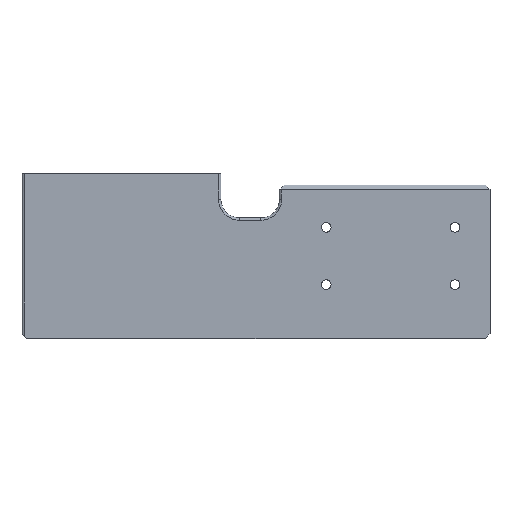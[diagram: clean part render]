
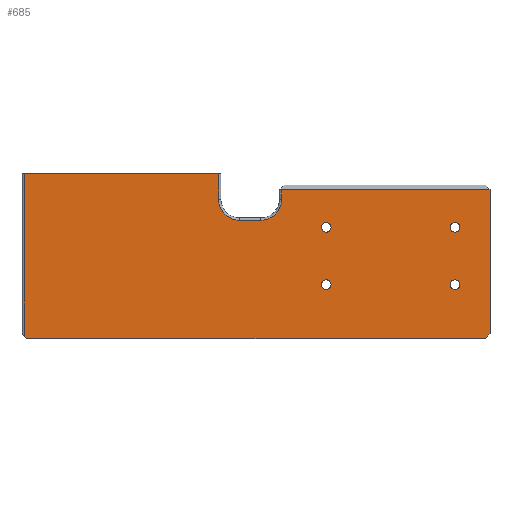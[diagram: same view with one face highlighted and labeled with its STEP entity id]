
A CAD part, top view. The second image highlights one B-rep face of the part: STEP entity #685.
In plain terms, the highlighted planar face has unit normal (0, 0, 1).
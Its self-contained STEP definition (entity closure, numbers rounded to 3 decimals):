
#115=FACE_BOUND('',#206,.T.);
#116=FACE_BOUND('',#207,.T.);
#117=FACE_BOUND('',#208,.T.);
#118=FACE_BOUND('',#209,.T.);
#124=CIRCLE('',#748,9.);
#125=CIRCLE('',#749,9.);
#126=CIRCLE('',#750,2.067);
#127=CIRCLE('',#751,2.067);
#128=CIRCLE('',#752,2.067);
#129=CIRCLE('',#753,2.067);
#171=FACE_OUTER_BOUND('',#205,.T.);
#205=EDGE_LOOP('',(#520,#521,#522,#523,#524,#525,#526,#527,#528,#529,#530,
#531));
#206=EDGE_LOOP('',(#532));
#207=EDGE_LOOP('',(#533));
#208=EDGE_LOOP('',(#534));
#209=EDGE_LOOP('',(#535));
#259=LINE('',#1079,#311);
#261=LINE('',#1084,#313);
#262=LINE('',#1088,#314);
#263=LINE('',#1092,#315);
#264=LINE('',#1094,#316);
#265=LINE('',#1096,#317);
#266=LINE('',#1098,#318);
#267=LINE('',#1100,#319);
#268=LINE('',#1102,#320);
#269=LINE('',#1103,#321);
#311=VECTOR('',#854,10.);
#313=VECTOR('',#860,10.);
#314=VECTOR('',#863,10.);
#315=VECTOR('',#866,10.);
#316=VECTOR('',#867,10.);
#317=VECTOR('',#868,10.);
#318=VECTOR('',#869,10.);
#319=VECTOR('',#870,10.);
#320=VECTOR('',#871,10.);
#321=VECTOR('',#872,10.);
#363=VERTEX_POINT('',#1075);
#364=VERTEX_POINT('',#1077);
#365=VERTEX_POINT('',#1083);
#366=VERTEX_POINT('',#1085);
#367=VERTEX_POINT('',#1087);
#368=VERTEX_POINT('',#1089);
#369=VERTEX_POINT('',#1091);
#370=VERTEX_POINT('',#1093);
#371=VERTEX_POINT('',#1095);
#372=VERTEX_POINT('',#1097);
#373=VERTEX_POINT('',#1099);
#374=VERTEX_POINT('',#1101);
#375=VERTEX_POINT('',#1104);
#376=VERTEX_POINT('',#1106);
#377=VERTEX_POINT('',#1108);
#378=VERTEX_POINT('',#1110);
#422=EDGE_CURVE('',#364,#363,#259,.T.);
#424=EDGE_CURVE('',#365,#364,#261,.T.);
#425=EDGE_CURVE('',#366,#365,#124,.T.);
#426=EDGE_CURVE('',#367,#366,#262,.T.);
#427=EDGE_CURVE('',#368,#367,#125,.T.);
#428=EDGE_CURVE('',#369,#368,#263,.T.);
#429=EDGE_CURVE('',#369,#370,#264,.T.);
#430=EDGE_CURVE('',#371,#370,#265,.T.);
#431=EDGE_CURVE('',#372,#371,#266,.T.);
#432=EDGE_CURVE('',#372,#373,#267,.T.);
#433=EDGE_CURVE('',#374,#373,#268,.T.);
#434=EDGE_CURVE('',#374,#363,#269,.T.);
#435=EDGE_CURVE('',#375,#375,#126,.T.);
#436=EDGE_CURVE('',#376,#376,#127,.T.);
#437=EDGE_CURVE('',#377,#377,#128,.T.);
#438=EDGE_CURVE('',#378,#378,#129,.T.);
#520=ORIENTED_EDGE('',*,*,#422,.F.);
#521=ORIENTED_EDGE('',*,*,#424,.F.);
#522=ORIENTED_EDGE('',*,*,#425,.F.);
#523=ORIENTED_EDGE('',*,*,#426,.F.);
#524=ORIENTED_EDGE('',*,*,#427,.F.);
#525=ORIENTED_EDGE('',*,*,#428,.F.);
#526=ORIENTED_EDGE('',*,*,#429,.T.);
#527=ORIENTED_EDGE('',*,*,#430,.F.);
#528=ORIENTED_EDGE('',*,*,#431,.F.);
#529=ORIENTED_EDGE('',*,*,#432,.T.);
#530=ORIENTED_EDGE('',*,*,#433,.F.);
#531=ORIENTED_EDGE('',*,*,#434,.T.);
#532=ORIENTED_EDGE('',*,*,#435,.T.);
#533=ORIENTED_EDGE('',*,*,#436,.T.);
#534=ORIENTED_EDGE('',*,*,#437,.T.);
#535=ORIENTED_EDGE('',*,*,#438,.T.);
#668=PLANE('',#747);
#685=ADVANCED_FACE('',(#171,#115,#116,#117,#118),#668,.T.);
#747=AXIS2_PLACEMENT_3D('',#1082,#858,#859);
#748=AXIS2_PLACEMENT_3D('',#1086,#861,#862);
#749=AXIS2_PLACEMENT_3D('',#1090,#864,#865);
#750=AXIS2_PLACEMENT_3D('',#1105,#873,#874);
#751=AXIS2_PLACEMENT_3D('',#1107,#875,#876);
#752=AXIS2_PLACEMENT_3D('',#1109,#877,#878);
#753=AXIS2_PLACEMENT_3D('',#1111,#879,#880);
#854=DIRECTION('',(1.,0.,0.));
#858=DIRECTION('center_axis',(0.,0.,1.));
#859=DIRECTION('ref_axis',(1.,0.,0.));
#860=DIRECTION('',(0.,1.,0.));
#861=DIRECTION('center_axis',(0.,0.,1.));
#862=DIRECTION('ref_axis',(0.707,-0.707,0.));
#863=DIRECTION('',(1.,0.,0.));
#864=DIRECTION('center_axis',(0.,0.,1.));
#865=DIRECTION('ref_axis',(-0.707,-0.707,0.));
#866=DIRECTION('',(0.,-1.,0.));
#867=DIRECTION('',(-1.,0.,0.));
#868=DIRECTION('',(0.,1.,0.));
#869=DIRECTION('',(-0.707,0.707,0.));
#870=DIRECTION('',(1.,0.,0.));
#871=DIRECTION('',(-0.707,-0.707,0.));
#872=DIRECTION('',(0.,1.,0.));
#873=DIRECTION('center_axis',(0.,0.,-1.));
#874=DIRECTION('ref_axis',(1.,0.,0.));
#875=DIRECTION('center_axis',(0.,0.,-1.));
#876=DIRECTION('ref_axis',(1.,0.,0.));
#877=DIRECTION('center_axis',(0.,0.,-1.));
#878=DIRECTION('ref_axis',(1.,0.,0.));
#879=DIRECTION('center_axis',(0.,0.,-1.));
#880=DIRECTION('ref_axis',(1.,0.,0.));
#1075=CARTESIAN_POINT('',(100.,30.75,4.));
#1077=CARTESIAN_POINT('',(11.,30.75,4.));
#1079=CARTESIAN_POINT('',(50.,30.75,4.));
#1082=CARTESIAN_POINT('Origin',(0.,2.5,4.));
#1083=CARTESIAN_POINT('',(11.,26.75,4.));
#1084=CARTESIAN_POINT('',(11.,17.625,4.));
#1085=CARTESIAN_POINT('',(2.,17.75,4.));
#1086=CARTESIAN_POINT('Origin',(2.,26.75,4.));
#1087=CARTESIAN_POINT('',(-7.,17.75,4.));
#1088=CARTESIAN_POINT('',(5.,17.75,4.));
#1089=CARTESIAN_POINT('',(-16.,26.75,4.));
#1090=CARTESIAN_POINT('Origin',(-7.,26.75,4.));
#1091=CARTESIAN_POINT('',(-16.,37.75,4.));
#1092=CARTESIAN_POINT('',(-16.,10.625,4.));
#1093=CARTESIAN_POINT('',(-99.,37.75,4.));
#1094=CARTESIAN_POINT('',(-15.,37.75,4.));
#1095=CARTESIAN_POINT('',(-99.,-31.75,4.));
#1096=CARTESIAN_POINT('',(-99.,20.125,4.));
#1097=CARTESIAN_POINT('',(-98.,-32.75,4.));
#1098=CARTESIAN_POINT('',(-82.813,-47.938,4.));
#1099=CARTESIAN_POINT('',(98.,-32.75,4.));
#1100=CARTESIAN_POINT('',(-100.,-32.75,4.));
#1101=CARTESIAN_POINT('',(100.,-30.75,4.));
#1102=CARTESIAN_POINT('',(82.813,-47.937,4.));
#1103=CARTESIAN_POINT('',(100.,-32.75,4.));
#1104=CARTESIAN_POINT('',(27.933,14.75,4.));
#1105=CARTESIAN_POINT('Origin',(30.,14.75,4.));
#1106=CARTESIAN_POINT('',(27.933,-9.75,4.));
#1107=CARTESIAN_POINT('Origin',(30.,-9.75,4.));
#1108=CARTESIAN_POINT('',(82.933,14.75,4.));
#1109=CARTESIAN_POINT('Origin',(85.,14.75,4.));
#1110=CARTESIAN_POINT('',(82.933,-9.75,4.));
#1111=CARTESIAN_POINT('Origin',(85.,-9.75,4.));
